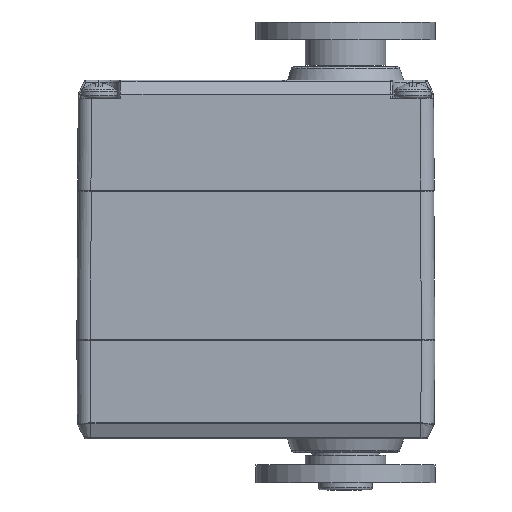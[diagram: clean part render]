
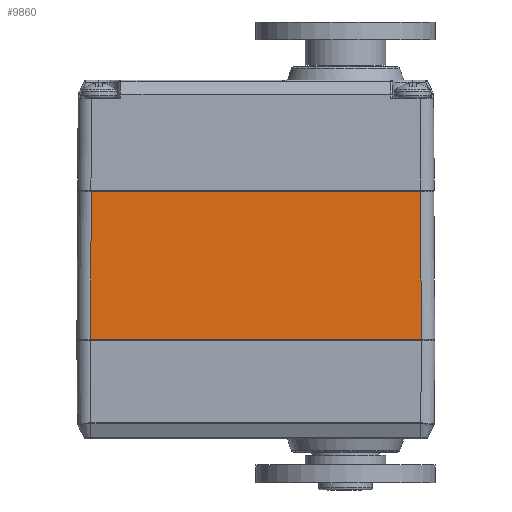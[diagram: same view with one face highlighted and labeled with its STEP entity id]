
A CAD part, front view. The second image highlights one B-rep face of the part: STEP entity #9860.
In plain terms, the highlighted face is planar.
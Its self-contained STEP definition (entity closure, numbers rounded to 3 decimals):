
#1591=FACE_OUTER_BOUND('',#2206,.T.);
#2206=EDGE_LOOP('',(#7257,#7258,#7259,#7260));
#2898=LINE('',#15804,#3550);
#2903=LINE('',#15821,#3555);
#2904=LINE('',#15824,#3556);
#2905=LINE('',#15825,#3557);
#3550=VECTOR('',#12665,36.7);
#3555=VECTOR('',#12680,16.501);
#3556=VECTOR('',#12683,36.93);
#3557=VECTOR('',#12684,16.501);
#4228=VERTEX_POINT('',#15800);
#4230=VERTEX_POINT('',#15803);
#4237=VERTEX_POINT('',#15819);
#4238=VERTEX_POINT('',#15823);
#5349=EDGE_CURVE('',#4230,#4228,#2898,.T.);
#5358=EDGE_CURVE('',#4237,#4228,#2903,.T.);
#5359=EDGE_CURVE('',#4237,#4238,#2904,.T.);
#5360=EDGE_CURVE('',#4230,#4238,#2905,.T.);
#7257=ORIENTED_EDGE('',*,*,#5358,.F.);
#7258=ORIENTED_EDGE('',*,*,#5359,.T.);
#7259=ORIENTED_EDGE('',*,*,#5360,.F.);
#7260=ORIENTED_EDGE('',*,*,#5349,.T.);
#9523=PLANE('',#10983);
#9860=ADVANCED_FACE('',(#1591),#9523,.T.);
#10983=AXIS2_PLACEMENT_3D('',#15822,#12681,#12682);
#12665=DIRECTION('',(-1.,0.,0.));
#12680=DIRECTION('',(0.007,1.,-0.007));
#12681=DIRECTION('center_axis',(0.,0.007,1.));
#12682=DIRECTION('ref_axis',(1.,0.,0.));
#12683=DIRECTION('',(1.,0.,0.));
#12684=DIRECTION('',(0.007,-1.,0.007));
#15800=CARTESIAN_POINT('',(-18.35,7.6,9.9));
#15803=CARTESIAN_POINT('',(18.35,7.6,9.9));
#15804=CARTESIAN_POINT('',(18.35,7.6,9.9));
#15819=CARTESIAN_POINT('',(-18.465,-8.9,10.015));
#15821=CARTESIAN_POINT('',(-18.465,-8.9,10.015));
#15822=CARTESIAN_POINT('Origin',(-21.929,7.599,9.9));
#15823=CARTESIAN_POINT('',(18.465,-8.9,10.015));
#15824=CARTESIAN_POINT('',(-18.465,-8.9,10.015));
#15825=CARTESIAN_POINT('',(18.35,7.6,9.9));
